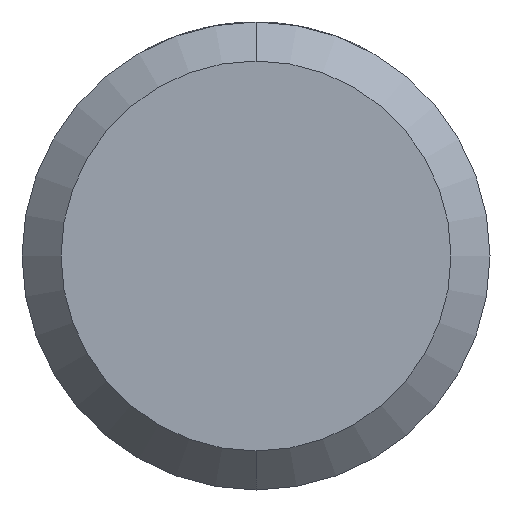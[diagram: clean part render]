
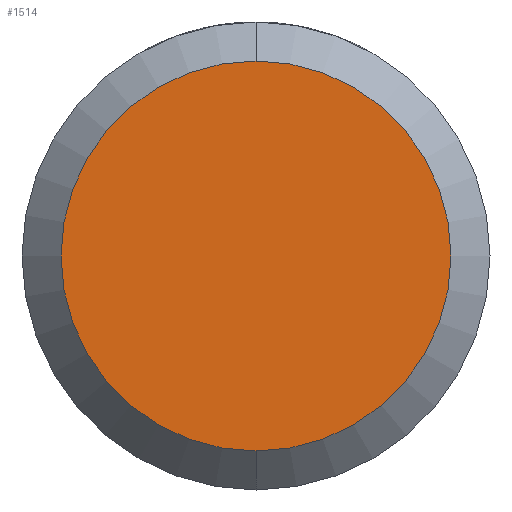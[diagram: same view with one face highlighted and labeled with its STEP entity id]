
A CAD part, front view. The second image highlights one B-rep face of the part: STEP entity #1514.
In plain terms, the highlighted planar face has unit normal (0, -1, 0).
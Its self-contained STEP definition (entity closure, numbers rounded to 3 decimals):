
#144 = ORIENTED_EDGE ( 'NONE', *, *, #1740, .T. ) ;
#161 = CARTESIAN_POINT ( 'NONE',  ( 0., -40., -1.25 ) ) ;
#442 = DIRECTION ( 'NONE',  ( 0., 0., 1. ) ) ;
#720 = ORIENTED_EDGE ( 'NONE', *, *, #2086, .T. ) ;
#775 = CIRCLE ( 'NONE', #2173, 1.25 ) ;
#861 = VERTEX_POINT ( 'NONE', #161 ) ;
#932 = VERTEX_POINT ( 'NONE', #3134 ) ;
#1124 = CARTESIAN_POINT ( 'NONE',  ( 0., -40., 0. ) ) ;
#1189 = DIRECTION ( 'NONE',  ( 0., 0., 1. ) ) ;
#1192 = AXIS2_PLACEMENT_3D ( 'NONE', #1482, #2312, #1189 ) ;
#1482 = CARTESIAN_POINT ( 'NONE',  ( 0., -40., 0. ) ) ;
#1514 = ADVANCED_FACE ( 'Defeature ausgef�hrt2_0', ( #3250 ), #2522, .F. ) ;
#1694 = DIRECTION ( 'NONE',  ( 0., 1., 0. ) ) ;
#1740 = EDGE_CURVE ( 'Defeature ausgef�hrt2_0+Defeature ausgef�hrt2_5+Defeature ausgef�hrt2_5+Defeature ausgef�hrt2_5', #932, #861, #775, .T. ) ;
#1754 = AXIS2_PLACEMENT_3D ( 'NONE', #1124, #1694, #3046 ) ;
#2019 = EDGE_LOOP ( 'NONE', ( #144, #720 ) ) ;
#2086 = EDGE_CURVE ( 'Defeature ausgef�hrt2_0+Defeature ausgef�hrt2_5+Defeature ausgef�hrt2_5+Defeature ausgef�hrt2_5', #861, #932, #3113, .T. ) ;
#2087 = DIRECTION ( 'NONE',  ( 0., -1., 0. ) ) ;
#2173 = AXIS2_PLACEMENT_3D ( 'NONE', #2370, #2087, #442 ) ;
#2312 = DIRECTION ( 'NONE',  ( 0., -1., 0. ) ) ;
#2370 = CARTESIAN_POINT ( 'NONE',  ( 0., -40., 0. ) ) ;
#2522 = PLANE ( 'NONE',  #1754 ) ;
#3046 = DIRECTION ( 'NONE',  ( 0., 0., 1. ) ) ;
#3113 = CIRCLE ( 'NONE', #1192, 1.25 ) ;
#3134 = CARTESIAN_POINT ( 'NONE',  ( 0., -40., 1.25 ) ) ;
#3250 = FACE_OUTER_BOUND ( 'NONE', #2019, .T. ) ;
